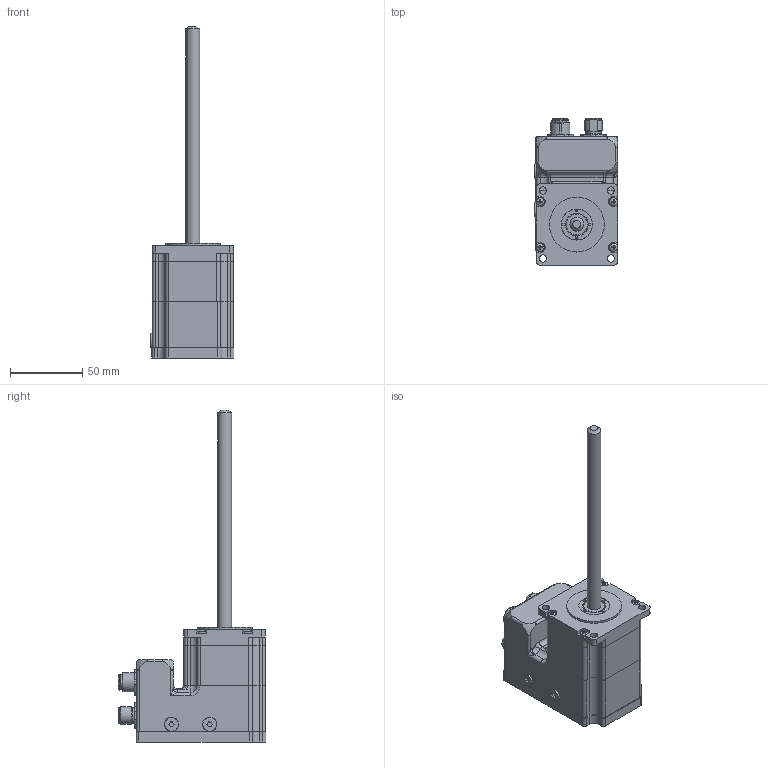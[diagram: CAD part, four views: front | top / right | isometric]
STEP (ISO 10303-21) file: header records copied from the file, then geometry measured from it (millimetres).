
FILE_DESCRIPTION(/* description */ (''),/* implementation_level */ '2;1');
FILE_NAME(/* name */ 'PSA56S-E-2-UQKE-152.stp',/* time_stamp */ '2021-11-05T14:38:10+08:00',/* author */ ('tao.xu'),/* organization */ (''),/* preprocessor_version */ 'ST-DEVELOPER v18',/* originating_system */ 'Autodesk Inventor 2020',/* authorisation */ '');
FILE_SCHEMA (('CONFIG_CONTROL_DESIGN'));
Products named in the file (1): 零件10
Bounding box: 58.2 x 102.3 x 230.2 mm (x, y, z)
Volume: 176870.7 mm3; surface area: 81313 mm2
Topology: 1 solids, 20 shells, 1497 faces, 3983 edges, 2641 vertices
Faces by surface type: plane 681, cylinder 482, cone 168, torus 102, bspline 38, sphere 26
Full cylindrical faces by diameter (mm): 0.217 x2, 0.434 x2, 0.63 x12, 0.9 x5, 1 x10, 1.1 x17, 1.2 x12, 1.3 x10, 1.5 x2, 1.7 x8, 2 x2, 2.013 x2, 2.459 x2, 2.5 x6, 2.675 x4, 2.693 x4, 3 x8, 3.2 x4, 3.4 x4, 5 x6, 5.5 x4, 6 x4, 9.525 x1, 10 x2, 10.5 x1, 10.7 x3, 10.75 x1, 10.85 x1, 10.9 x2, 11.9 x1
Entity records: 50616 total; most frequent: CARTESIAN_POINT 11684, DIRECTION 8348, ORIENTED_EDGE 7898, EDGE_CURVE 3949, AXIS2_PLACEMENT_3D 3222, VERTEX_POINT 2641, LINE 1904, VECTOR 1904
